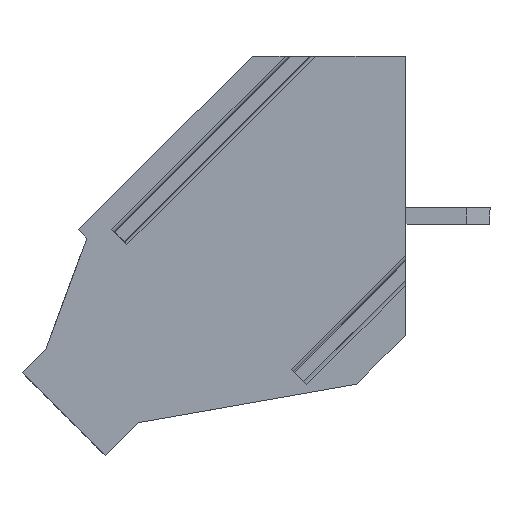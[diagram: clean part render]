
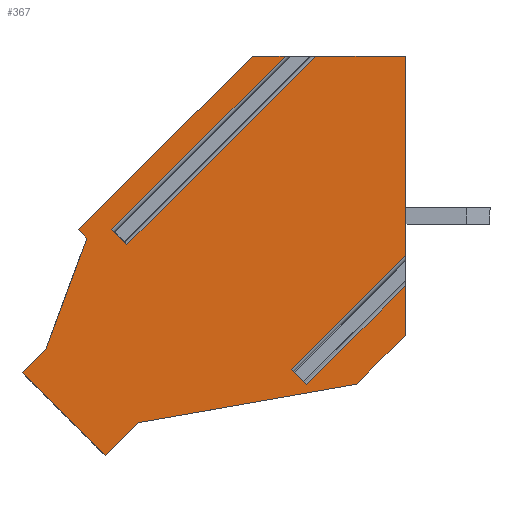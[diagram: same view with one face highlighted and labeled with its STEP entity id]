
A CAD part, left-side view. The second image highlights one B-rep face of the part: STEP entity #367.
In plain terms, the highlighted planar face has unit normal (-1, 0, 0).
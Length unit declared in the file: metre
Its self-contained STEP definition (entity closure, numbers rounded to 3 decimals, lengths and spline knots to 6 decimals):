
#367=ADVANCED_FACE('',(#849),#850,.T.);
#849=FACE_OUTER_BOUND('',#1456,.T.);
#850=PLANE('',#1457);
#1456=EDGE_LOOP('',(#2530,#2531,#2532,#2533,#2534,#2535,#2536,#2537,#2538,#2539,#2540,#2541,#2542,#2543,#2544,#2545,#2546,#2547));
#1457=AXIS2_PLACEMENT_3D('',#2548,#2549,#2550);
#2530=ORIENTED_EDGE('',*,*,#3968,.T.);
#2531=ORIENTED_EDGE('',*,*,#4022,.T.);
#2532=ORIENTED_EDGE('',*,*,#4008,.F.);
#2533=ORIENTED_EDGE('',*,*,#4023,.T.);
#2534=ORIENTED_EDGE('',*,*,#3985,.T.);
#2535=ORIENTED_EDGE('',*,*,#4024,.T.);
#2536=ORIENTED_EDGE('',*,*,#4006,.T.);
#2537=ORIENTED_EDGE('',*,*,#3693,.F.);
#2538=ORIENTED_EDGE('',*,*,#4025,.T.);
#2539=ORIENTED_EDGE('',*,*,#4026,.T.);
#2540=ORIENTED_EDGE('',*,*,#4027,.T.);
#2541=ORIENTED_EDGE('',*,*,#3801,.T.);
#2542=ORIENTED_EDGE('',*,*,#4028,.T.);
#2543=ORIENTED_EDGE('',*,*,#3764,.T.);
#2544=ORIENTED_EDGE('',*,*,#4029,.T.);
#2545=ORIENTED_EDGE('',*,*,#4030,.T.);
#2546=ORIENTED_EDGE('',*,*,#4031,.T.);
#2547=ORIENTED_EDGE('',*,*,#4032,.T.);
#2548=CARTESIAN_POINT('',(0.,-0.004895,-0.089807));
#2549=DIRECTION('',(-1.0,0.,0.));
#2550=DIRECTION('',(0.,-0.707,0.707));
#3693=EDGE_CURVE('',#4445,#4446,#4447,.T.);
#3764=EDGE_CURVE('',#4565,#4569,#4571,.T.);
#3801=EDGE_CURVE('',#4628,#4632,#4634,.T.);
#3968=EDGE_CURVE('',#4897,#4895,#4898,.T.);
#3985=EDGE_CURVE('',#4924,#4922,#4925,.T.);
#4006=EDGE_CURVE('',#4954,#4446,#4957,.T.);
#4008=EDGE_CURVE('',#4959,#4960,#4961,.T.);
#4022=EDGE_CURVE('',#4895,#4960,#4983,.T.);
#4023=EDGE_CURVE('',#4959,#4924,#4984,.F.);
#4024=EDGE_CURVE('',#4922,#4954,#4985,.T.);
#4025=EDGE_CURVE('',#4445,#4986,#4987,.F.);
#4026=EDGE_CURVE('',#4986,#4988,#4989,.T.);
#4027=EDGE_CURVE('',#4988,#4628,#4990,.T.);
#4028=EDGE_CURVE('',#4632,#4565,#4991,.T.);
#4029=EDGE_CURVE('',#4569,#4992,#4993,.T.);
#4030=EDGE_CURVE('',#4992,#4994,#4995,.T.);
#4031=EDGE_CURVE('',#4994,#4996,#4997,.T.);
#4032=EDGE_CURVE('',#4996,#4897,#4998,.T.);
#4445=VERTEX_POINT('',#5529);
#4446=VERTEX_POINT('',#5530);
#4447=LINE('',#5531,#5532);
#4565=VERTEX_POINT('',#5698);
#4569=VERTEX_POINT('',#5704);
#4571=LINE('',#5707,#5708);
#4628=VERTEX_POINT('',#5784);
#4632=VERTEX_POINT('',#5790);
#4634=LINE('',#5793,#5794);
#4895=VERTEX_POINT('',#6196);
#4897=VERTEX_POINT('',#6198);
#4898=LINE('',#6199,#6200);
#4922=VERTEX_POINT('',#6239);
#4924=VERTEX_POINT('',#6242);
#4925=LINE('',#6243,#6244);
#4954=VERTEX_POINT('',#6283);
#4957=LINE('',#6287,#6288);
#4959=VERTEX_POINT('',#6290);
#4960=VERTEX_POINT('',#6291);
#4961=LINE('',#6292,#6293);
#4983=LINE('',#6323,#6324);
#4984=LINE('',#6325,#6326);
#4985=LINE('',#6327,#6328);
#4986=VERTEX_POINT('',#6329);
#4987=LINE('',#6330,#6331);
#4988=VERTEX_POINT('',#6332);
#4989=LINE('',#6333,#6334);
#4990=LINE('',#6335,#6336);
#4991=LINE('',#6337,#6338);
#4992=VERTEX_POINT('',#6339);
#4993=LINE('',#6340,#6341);
#4994=VERTEX_POINT('',#6342);
#4995=LINE('',#6343,#6344);
#4996=VERTEX_POINT('',#6345);
#4997=LINE('',#6346,#6347);
#4998=LINE('',#6348,#6349);
#5529=CARTESIAN_POINT('',(0.,0.012486,-0.007376));
#5530=CARTESIAN_POINT('',(0.,0.011836,-0.008027));
#5531=CARTESIAN_POINT('',(0.,0.011949,-0.007914));
#5532=VECTOR('',#6965,1.0);
#5698=CARTESIAN_POINT('',(0.,0.015272,-0.012439));
#5704=CARTESIAN_POINT('',(0.,0.016297,-0.013464));
#5707=CARTESIAN_POINT('',(0.,0.016297,-0.013464));
#5708=VECTOR('',#7035,1.0);
#5784=CARTESIAN_POINT('',(0.,0.013893,-0.007383));
#5790=CARTESIAN_POINT('',(0.,0.01354,-0.007737));
#5793=CARTESIAN_POINT('',(0.,0.01354,-0.007737));
#5794=VECTOR('',#7076,1.0);
#6196=CARTESIAN_POINT('',(0.,0.,-0.009768));
#6198=CARTESIAN_POINT('',(0.,0.,-0.011875));
#6199=CARTESIAN_POINT('',(0.,0.,0.000112));
#6200=VECTOR('',#7228,1.0);
#6239=CARTESIAN_POINT('',(0.0,0.0,0.));
#6242=CARTESIAN_POINT('',(0.,0.,-0.008467));
#6243=CARTESIAN_POINT('',(0.,0.,0.000112));
#6244=VECTOR('',#7245,1.0);
#6283=CARTESIAN_POINT('',(0.,0.003809,0.));
#6287=CARTESIAN_POINT('',(0.,0.04436,-0.040552));
#6288=VECTOR('',#7275,1.0);
#6290=CARTESIAN_POINT('',(0.,0.004849,-0.013316));
#6291=CARTESIAN_POINT('',(0.,0.004199,-0.013966));
#6292=CARTESIAN_POINT('',(0.,0.004312,-0.013853));
#6293=VECTOR('',#7276,1.0);
#6323=CARTESIAN_POINT('',(0.,0.037572,-0.04734));
#6324=VECTOR('',#7294,1.0);
#6325=CARTESIAN_POINT('',(0.,0.038223,-0.04669));
#6326=VECTOR('',#7295,1.0);
#6327=CARTESIAN_POINT('',(0.,0.007424,0.));
#6328=VECTOR('',#7296,1.0);
#6329=CARTESIAN_POINT('',(0.,0.005109,0.));
#6330=CARTESIAN_POINT('',(0.,0.045011,-0.039901));
#6331=VECTOR('',#7297,1.0);
#6332=CARTESIAN_POINT('',(0.,0.00651,0.));
#6333=CARTESIAN_POINT('',(0.,0.007424,0.));
#6334=VECTOR('',#7298,1.0);
#6335=CARTESIAN_POINT('',(0.,0.013893,-0.007383));
#6336=VECTOR('',#7299,1.0);
#6337=CARTESIAN_POINT('',(0.,0.015272,-0.012439));
#6338=VECTOR('',#7300,1.0);
#6339=CARTESIAN_POINT('',(0.,0.012762,-0.017));
#6340=CARTESIAN_POINT('',(0.,0.012762,-0.017));
#6341=VECTOR('',#7301,1.0);
#6342=CARTESIAN_POINT('',(0.,0.011348,-0.015586));
#6343=CARTESIAN_POINT('',(0.,0.011348,-0.015586));
#6344=VECTOR('',#7302,1.0);
#6345=CARTESIAN_POINT('',(0.,0.002076,-0.013951));
#6346=CARTESIAN_POINT('',(0.,0.002076,-0.013951));
#6347=VECTOR('',#7303,1.0);
#6348=CARTESIAN_POINT('',(0.,0.,-0.011875));
#6349=VECTOR('',#7304,1.0);
#6965=DIRECTION('',(0.,-0.707,-0.707));
#7035=DIRECTION('',(0.,0.707,-0.707));
#7076=DIRECTION('',(0.,-0.707,-0.707));
#7228=DIRECTION('',(0.,0.,1.0));
#7245=DIRECTION('',(0.,0.,1.0));
#7275=DIRECTION('',(0.,0.707,-0.707));
#7276=DIRECTION('',(0.,-0.707,-0.707));
#7294=DIRECTION('',(0.,0.707,-0.707));
#7295=DIRECTION('',(0.,0.707,-0.707));
#7296=DIRECTION('',(0.,1.0,0.));
#7297=DIRECTION('',(0.,0.707,-0.707));
#7298=DIRECTION('',(0.,1.0,0.));
#7299=DIRECTION('',(0.,0.707,-0.707));
#7300=DIRECTION('',(0.,0.346,-0.938));
#7301=DIRECTION('',(0.,-0.707,-0.707));
#7302=DIRECTION('',(0.,-0.707,0.707));
#7303=DIRECTION('',(0.,-0.985,0.174));
#7304=DIRECTION('',(0.,-0.707,0.707));
